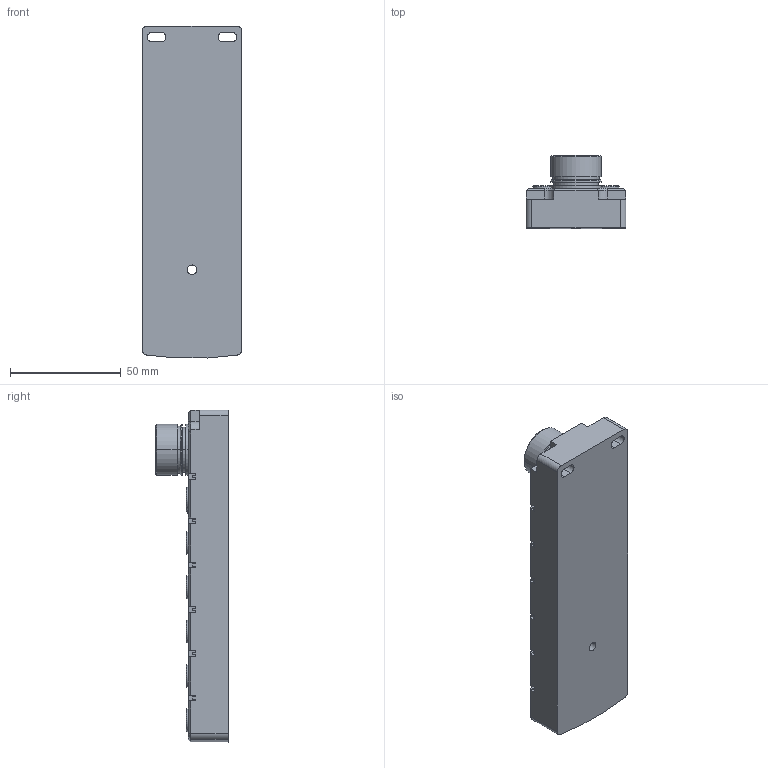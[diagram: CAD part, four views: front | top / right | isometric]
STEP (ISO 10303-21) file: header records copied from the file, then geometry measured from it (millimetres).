
FILE_DESCRIPTION (( 'STEP AP203' ), '1' );
FILE_NAME ('jbw12m8-3(P)-T.STEP', '2025-02-10T03:20:53', ( 'DELL' ), ( '' ), 'SwSTEP 2.0', 'SolidWorks 2020', '' );
FILE_SCHEMA (( 'CONFIG_CONTROL_DESIGN' ));
Products named in the file (1): jbw12m8-3(P)-T
Bounding box: 45 x 32.7 x 149.83 mm (x, y, z)
Volume: 120593 mm3; surface area: 29758.8 mm2
Topology: 1 solids, 16 shells, 1742 faces, 4373 edges, 2809 vertices
Faces by surface type: plane 741, cylinder 556, cone 363, torus 54, sphere 26, bspline 2
Entity records: 52737 total; most frequent: CARTESIAN_POINT 9728, DIRECTION 9492, ORIENTED_EDGE 8668, EDGE_CURVE 4334, AXIS2_PLACEMENT_3D 3582, VERTEX_POINT 2796, LINE 2328, VECTOR 2328
